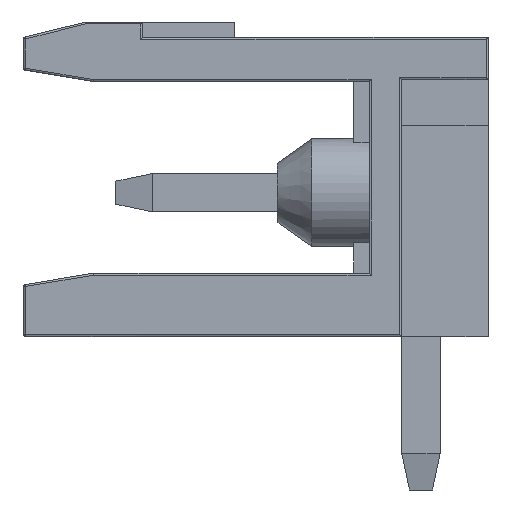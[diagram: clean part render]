
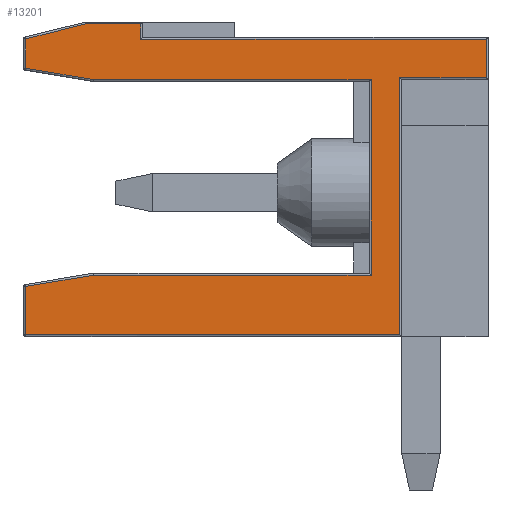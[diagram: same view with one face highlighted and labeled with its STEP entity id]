
A CAD part, left-side view. The second image highlights one B-rep face of the part: STEP entity #13201.
In plain terms, the highlighted planar face has unit normal (-1, 0, 0).
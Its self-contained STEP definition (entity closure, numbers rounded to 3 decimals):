
#281 = CARTESIAN_POINT ( 'NONE',  ( 0., 2.3, 6.7 ) ) ;
#313 = ORIENTED_EDGE ( 'NONE', *, *, #7262, .T. ) ;
#585 = VECTOR ( 'NONE', #9857, 1000. ) ;
#643 = CARTESIAN_POINT ( 'NONE',  ( 0., 0., 6.75 ) ) ;
#1584 = ORIENTED_EDGE ( 'NONE', *, *, #15089, .T. ) ;
#1666 = ORIENTED_EDGE ( 'NONE', *, *, #10917, .T. ) ;
#1955 = LINE ( 'NONE', #7575, #19784 ) ;
#2086 = EDGE_CURVE ( 'NONE', #7057, #25942, #30940, .T. ) ;
#2182 = VECTOR ( 'NONE', #7730, 1000. ) ;
#2645 = CARTESIAN_POINT ( 'NONE',  ( 0., 3.05, 1.65 ) ) ;
#2831 = CARTESIAN_POINT ( 'NONE',  ( 0., 10.3, 1.6 ) ) ;
#3614 = VERTEX_POINT ( 'NONE', #5590 ) ;
#3709 = VERTEX_POINT ( 'NONE', #14001 ) ;
#3871 = ORIENTED_EDGE ( 'NONE', *, *, #9825, .T. ) ;
#3930 = EDGE_CURVE ( 'NONE', #25250, #19552, #9208, .T. ) ;
#4604 = CARTESIAN_POINT ( 'NONE',  ( 0., 12.1, 8.2 ) ) ;
#4618 = DIRECTION ( 'NONE',  ( 0., 0., -1. ) ) ;
#4651 = ORIENTED_EDGE ( 'NONE', *, *, #5660, .T. ) ;
#4814 = ORIENTED_EDGE ( 'NONE', *, *, #2086, .T. ) ;
#4941 = DIRECTION ( 'NONE',  ( 1., 0., 0. ) ) ;
#4957 = DIRECTION ( 'NONE',  ( 0., 0., 1. ) ) ;
#5013 = DIRECTION ( 'NONE',  ( 0., 0., 1. ) ) ;
#5094 = CARTESIAN_POINT ( 'NONE',  ( 0., 0.05, 6.75 ) ) ;
#5186 = VERTEX_POINT ( 'NONE', #13675 ) ;
#5559 = VECTOR ( 'NONE', #20243, 1000. ) ;
#5590 = CARTESIAN_POINT ( 'NONE',  ( 0., 10.494, 8.15 ) ) ;
#5639 = LINE ( 'NONE', #23829, #2182 ) ;
#5660 = EDGE_CURVE ( 'NONE', #3709, #34443, #31804, .T. ) ;
#6137 = CARTESIAN_POINT ( 'NONE',  ( 0., 3.1, 6.7 ) ) ;
#6235 = VECTOR ( 'NONE', #14631, 1000. ) ;
#6439 = VERTEX_POINT ( 'NONE', #15725 ) ;
#6609 = CARTESIAN_POINT ( 'NONE',  ( 0., 3.05, 1.6 ) ) ;
#7057 = VERTEX_POINT ( 'NONE', #13647 ) ;
#7262 = EDGE_CURVE ( 'NONE', #21186, #3614, #34088, .T. ) ;
#7575 = CARTESIAN_POINT ( 'NONE',  ( 0., 0.05, 7.8 ) ) ;
#7611 = VECTOR ( 'NONE', #5013, 1000. ) ;
#7627 = CARTESIAN_POINT ( 'NONE',  ( 0., 9.05, 8.2 ) ) ;
#7730 = DIRECTION ( 'NONE',  ( 0., 0., -1. ) ) ;
#9177 = CARTESIAN_POINT ( 'NONE',  ( 0., 10.296, 1.6 ) ) ;
#9208 = LINE ( 'NONE', #14863, #16445 ) ;
#9331 = CARTESIAN_POINT ( 'NONE',  ( 0., 12.05, 8.2 ) ) ;
#9739 = CARTESIAN_POINT ( 'NONE',  ( 0., 9.05, 8.15 ) ) ;
#9825 = EDGE_CURVE ( 'NONE', #3614, #5186, #12648, .T. ) ;
#9857 = DIRECTION ( 'NONE',  ( 0., 1., 0. ) ) ;
#9930 = DIRECTION ( 'NONE',  ( 0., -1., 0. ) ) ;
#10190 = CARTESIAN_POINT ( 'NONE',  ( 0., 2.3, 6.75 ) ) ;
#10386 = VERTEX_POINT ( 'NONE', #10190 ) ;
#10474 = EDGE_LOOP ( 'NONE', ( #313, #3871, #18076, #28596, #30725, #4651, #1584, #23301, #34403, #4814, #31852, #1666, #33651, #34856, #33680 ) ) ;
#10917 = EDGE_CURVE ( 'NONE', #10386, #15414, #33810, .T. ) ;
#11751 = LINE ( 'NONE', #20064, #5559 ) ;
#12648 = LINE ( 'NONE', #34068, #17570 ) ;
#13201 = ADVANCED_FACE ( 'NONE', ( #18180 ), #31973, .F. ) ;
#13647 = CARTESIAN_POINT ( 'NONE',  ( 0., 12.05, 0.05 ) ) ;
#13675 = CARTESIAN_POINT ( 'NONE',  ( 0., 12.05, 7.761 ) ) ;
#14001 = CARTESIAN_POINT ( 'NONE',  ( 0., 3.05, 6.7 ) ) ;
#14504 = EDGE_CURVE ( 'NONE', #15414, #20455, #1955, .T. ) ;
#14631 = DIRECTION ( 'NONE',  ( 0., 0., -1. ) ) ;
#14817 = LINE ( 'NONE', #9331, #6235 ) ;
#14863 = CARTESIAN_POINT ( 'NONE',  ( 0., 12.092, 1.299 ) ) ;
#15089 = EDGE_CURVE ( 'NONE', #34443, #25250, #19059, .T. ) ;
#15397 = VECTOR ( 'NONE', #9930, 1000. ) ;
#15414 = VERTEX_POINT ( 'NONE', #5094 ) ;
#15467 = VECTOR ( 'NONE', #4618, 1000. ) ;
#15691 = DIRECTION ( 'NONE',  ( 0., 0., -1. ) ) ;
#15725 = CARTESIAN_POINT ( 'NONE',  ( 0., 9.05, 7.75 ) ) ;
#16445 = VECTOR ( 'NONE', #31312, 1000. ) ;
#16634 = EDGE_CURVE ( 'NONE', #20520, #3709, #24685, .T. ) ;
#16721 = VECTOR ( 'NONE', #26247, 1000. ) ;
#17570 = VECTOR ( 'NONE', #31225, 1000. ) ;
#18076 = ORIENTED_EDGE ( 'NONE', *, *, #21439, .T. ) ;
#18180 = FACE_OUTER_BOUND ( 'NONE', #10474, .T. ) ;
#19009 = DIRECTION ( 'NONE',  ( 0., 0., 1. ) ) ;
#19059 = LINE ( 'NONE', #2831, #25418 ) ;
#19114 = LINE ( 'NONE', #7627, #7611 ) ;
#19552 = VERTEX_POINT ( 'NONE', #33524 ) ;
#19784 = VECTOR ( 'NONE', #4957, 1000. ) ;
#20064 = CARTESIAN_POINT ( 'NONE',  ( 0., 9., 7.75 ) ) ;
#20243 = DIRECTION ( 'NONE',  ( 0., 1., 0. ) ) ;
#20455 = VERTEX_POINT ( 'NONE', #24199 ) ;
#20520 = VERTEX_POINT ( 'NONE', #27550 ) ;
#21186 = VERTEX_POINT ( 'NONE', #9739 ) ;
#21439 = EDGE_CURVE ( 'NONE', #5186, #25294, #14817, .T. ) ;
#22729 = DIRECTION ( 'NONE',  ( 0., -1., 0. ) ) ;
#23078 = AXIS2_PLACEMENT_3D ( 'NONE', #4604, #4941, #15691 ) ;
#23237 = VECTOR ( 'NONE', #22729, 1000. ) ;
#23301 = ORIENTED_EDGE ( 'NONE', *, *, #3930, .T. ) ;
#23829 = CARTESIAN_POINT ( 'NONE',  ( 0., 12.05, 8.2 ) ) ;
#24199 = CARTESIAN_POINT ( 'NONE',  ( 0., 0.05, 7.75 ) ) ;
#24605 = VECTOR ( 'NONE', #28463, 1000. ) ;
#24685 = LINE ( 'NONE', #6137, #23237 ) ;
#24851 = LINE ( 'NONE', #281, #28201 ) ;
#25250 = VERTEX_POINT ( 'NONE', #9177 ) ;
#25294 = VERTEX_POINT ( 'NONE', #25654 ) ;
#25418 = VECTOR ( 'NONE', #32508, 1000. ) ;
#25654 = CARTESIAN_POINT ( 'NONE',  ( 0., 12.05, 6.994 ) ) ;
#25942 = VERTEX_POINT ( 'NONE', #34163 ) ;
#26247 = DIRECTION ( 'NONE',  ( 0., -0.986, -0.165 ) ) ;
#26597 = EDGE_CURVE ( 'NONE', #25942, #10386, #24851, .T. ) ;
#27550 = CARTESIAN_POINT ( 'NONE',  ( 0., 10.296, 6.7 ) ) ;
#28201 = VECTOR ( 'NONE', #19009, 1000. ) ;
#28463 = DIRECTION ( 'NONE',  ( 0., -1., 0. ) ) ;
#28596 = ORIENTED_EDGE ( 'NONE', *, *, #31415, .T. ) ;
#28926 = EDGE_CURVE ( 'NONE', #20455, #6439, #11751, .T. ) ;
#29663 = EDGE_CURVE ( 'NONE', #6439, #21186, #19114, .T. ) ;
#29708 = CARTESIAN_POINT ( 'NONE',  ( 0., 10.292, 6.699 ) ) ;
#30725 = ORIENTED_EDGE ( 'NONE', *, *, #16634, .T. ) ;
#30889 = CARTESIAN_POINT ( 'NONE',  ( 0., 12.1, 8.15 ) ) ;
#30940 = LINE ( 'NONE', #31291, #24605 ) ;
#31225 = DIRECTION ( 'NONE',  ( 0., 0.97, -0.243 ) ) ;
#31291 = CARTESIAN_POINT ( 'NONE',  ( 0., 12.1, 0.05 ) ) ;
#31312 = DIRECTION ( 'NONE',  ( 0., 0.986, -0.165 ) ) ;
#31415 = EDGE_CURVE ( 'NONE', #25294, #20520, #34192, .T. ) ;
#31804 = LINE ( 'NONE', #2645, #15467 ) ;
#31852 = ORIENTED_EDGE ( 'NONE', *, *, #26597, .T. ) ;
#31973 = PLANE ( 'NONE',  #23078 ) ;
#32361 = EDGE_CURVE ( 'NONE', #19552, #7057, #5639, .T. ) ;
#32508 = DIRECTION ( 'NONE',  ( 0., 1., 0. ) ) ;
#33524 = CARTESIAN_POINT ( 'NONE',  ( 0., 12.05, 1.306 ) ) ;
#33651 = ORIENTED_EDGE ( 'NONE', *, *, #14504, .T. ) ;
#33680 = ORIENTED_EDGE ( 'NONE', *, *, #29663, .T. ) ;
#33810 = LINE ( 'NONE', #643, #15397 ) ;
#34068 = CARTESIAN_POINT ( 'NONE',  ( 0., 12.088, 7.751 ) ) ;
#34088 = LINE ( 'NONE', #30889, #585 ) ;
#34163 = CARTESIAN_POINT ( 'NONE',  ( 0., 2.3, 0.05 ) ) ;
#34192 = LINE ( 'NONE', #29708, #16721 ) ;
#34403 = ORIENTED_EDGE ( 'NONE', *, *, #32361, .T. ) ;
#34443 = VERTEX_POINT ( 'NONE', #6609 ) ;
#34856 = ORIENTED_EDGE ( 'NONE', *, *, #28926, .T. ) ;
